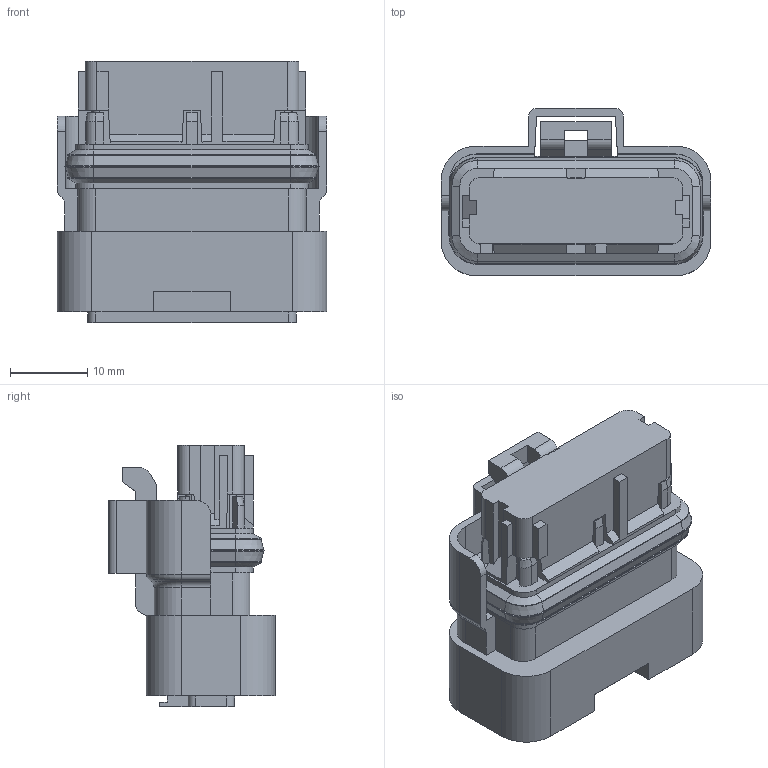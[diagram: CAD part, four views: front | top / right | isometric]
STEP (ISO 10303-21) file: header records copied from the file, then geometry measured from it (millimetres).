
FILE_DESCRIPTION(/* description */ (''),/* implementation_level */ '2;1');
FILE_NAME(/* name */ '33522248-ENV10_01-CONN.stp',/* time_stamp */ '2023-06-19T17:27:59+08:00',/* author */ (''),/* organization */ (''),/* preprocessor_version */ 'ST-DEVELOPER v16',/* originating_system */ 'SIEMENS PLM Software NX 11.0',/* authorisation */ '');
FILE_SCHEMA (('AUTOMOTIVE_DESIGN { 1 0 10303 214 3 1 1 1 }'));
Length unit declared in the file: millimetre
Products named in the file (1): 33522248-ENV10_01-CONN
Bounding box: 34.9 x 21.6 x 33.8 mm (x, y, z)
Volume: 13632.1 mm3; surface area: 6375.9 mm2
Topology: 1 solids, 1 shells, 407 faces, 1115 edges, 701 vertices
Faces by surface type: plane 290, cylinder 71, cone 42, torus 4
Entity records: 12712 total; most frequent: CARTESIAN_POINT 2287, ORIENTED_EDGE 2230, DIRECTION 2097, EDGE_CURVE 1115, LINE 921, VECTOR 921, VERTEX_POINT 701, AXIS2_PLACEMENT_3D 588
